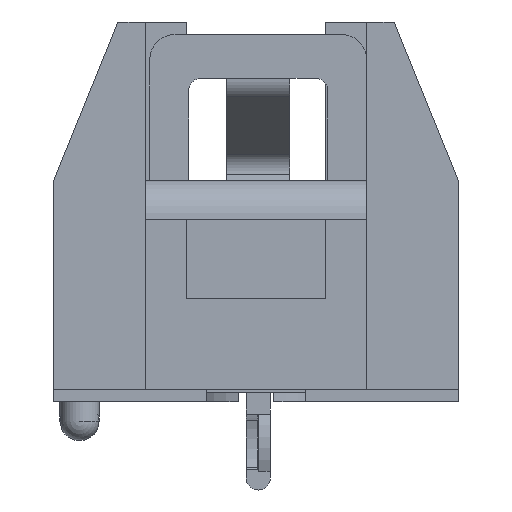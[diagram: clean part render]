
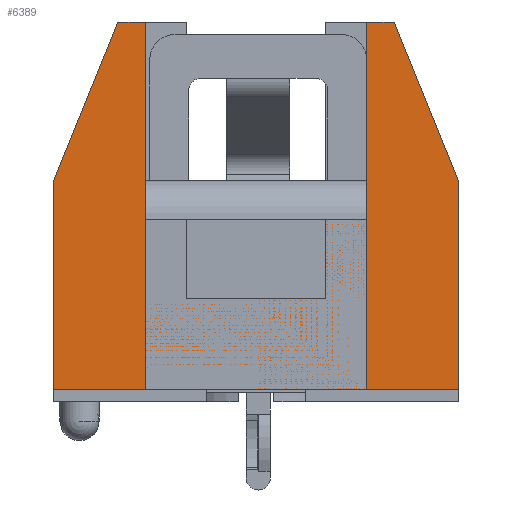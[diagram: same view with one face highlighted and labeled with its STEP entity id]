
A CAD part, left-side view. The second image highlights one B-rep face of the part: STEP entity #6389.
In plain terms, the highlighted planar face has unit normal (-1, 0, 0).
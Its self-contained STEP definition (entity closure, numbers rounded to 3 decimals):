
#480=LINE('',#10184,#1223);
#496=LINE('',#10215,#1239);
#498=LINE('',#10221,#1241);
#501=LINE('',#10227,#1244);
#505=LINE('',#10234,#1248);
#510=LINE('',#10243,#1253);
#511=LINE('',#10245,#1254);
#512=LINE('',#10246,#1255);
#513=LINE('',#10248,#1256);
#514=LINE('',#10250,#1257);
#515=LINE('',#10252,#1258);
#516=LINE('',#10254,#1259);
#517=LINE('',#10256,#1260);
#518=LINE('',#10257,#1261);
#1223=VECTOR('',#8160,5.588);
#1239=VECTOR('',#8186,1.651);
#1241=VECTOR('',#8190,1.651);
#1244=VECTOR('',#8195,7.925);
#1248=VECTOR('',#8201,7.925);
#1253=VECTOR('',#8210,1.105);
#1254=VECTOR('',#8213,3.175);
#1255=VECTOR('',#8214,3.175);
#1256=VECTOR('',#8215,6.853);
#1257=VECTOR('',#8216,8.407);
#1258=VECTOR('',#8217,16.256);
#1259=VECTOR('',#8218,8.407);
#1260=VECTOR('',#8219,6.853);
#1261=VECTOR('',#8220,1.105);
#1700=PLANE('',#6877);
#2202=FACE_OUTER_BOUND('',#2584,.T.);
#2584=EDGE_LOOP('',(#3830,#3831,#3832,#3833,#3834,#3835,#3836,#3837,#3838,
#3839,#3840,#3841,#3842,#3843));
#3830=ORIENTED_EDGE('',*,*,#5081,.T.);
#3831=ORIENTED_EDGE('',*,*,#5078,.T.);
#3832=ORIENTED_EDGE('',*,*,#5091,.F.);
#3833=ORIENTED_EDGE('',*,*,#5060,.F.);
#3834=ORIENTED_EDGE('',*,*,#5092,.F.);
#3835=ORIENTED_EDGE('',*,*,#5076,.T.);
#3836=ORIENTED_EDGE('',*,*,#5085,.T.);
#3837=ORIENTED_EDGE('',*,*,#5090,.F.);
#3838=ORIENTED_EDGE('',*,*,#5093,.F.);
#3839=ORIENTED_EDGE('',*,*,#5094,.F.);
#3840=ORIENTED_EDGE('',*,*,#5095,.F.);
#3841=ORIENTED_EDGE('',*,*,#5096,.F.);
#3842=ORIENTED_EDGE('',*,*,#5097,.F.);
#3843=ORIENTED_EDGE('',*,*,#5098,.F.);
#5060=EDGE_CURVE('',#5779,#5780,#480,.T.);
#5076=EDGE_CURVE('',#5789,#5790,#496,.T.);
#5078=EDGE_CURVE('',#5793,#5791,#498,.T.);
#5081=EDGE_CURVE('',#5795,#5793,#501,.T.);
#5085=EDGE_CURVE('',#5790,#5797,#505,.T.);
#5090=EDGE_CURVE('',#5799,#5797,#510,.T.);
#5091=EDGE_CURVE('',#5780,#5791,#511,.T.);
#5092=EDGE_CURVE('',#5789,#5779,#512,.T.);
#5093=EDGE_CURVE('',#5800,#5799,#513,.T.);
#5094=EDGE_CURVE('',#5801,#5800,#514,.T.);
#5095=EDGE_CURVE('',#5802,#5801,#515,.T.);
#5096=EDGE_CURVE('',#5803,#5802,#516,.T.);
#5097=EDGE_CURVE('',#5804,#5803,#517,.T.);
#5098=EDGE_CURVE('',#5795,#5804,#518,.T.);
#5779=VERTEX_POINT('',#10181);
#5780=VERTEX_POINT('',#10183);
#5789=VERTEX_POINT('',#10211);
#5790=VERTEX_POINT('',#10213);
#5791=VERTEX_POINT('',#10217);
#5793=VERTEX_POINT('',#10220);
#5795=VERTEX_POINT('',#10226);
#5797=VERTEX_POINT('',#10232);
#5799=VERTEX_POINT('',#10241);
#5800=VERTEX_POINT('',#10247);
#5801=VERTEX_POINT('',#10249);
#5802=VERTEX_POINT('',#10251);
#5803=VERTEX_POINT('',#10253);
#5804=VERTEX_POINT('',#10255);
#6389=ADVANCED_FACE('',(#2202),#1700,.F.);
#6877=AXIS2_PLACEMENT_3D('',#10244,#8211,#8212);
#8160=DIRECTION('',(0.,-1.,0.));
#8186=DIRECTION('',(0.,1.,0.));
#8190=DIRECTION('',(0.,1.,0.));
#8195=DIRECTION('',(0.,0.,-1.));
#8201=DIRECTION('',(0.,0.,1.));
#8210=DIRECTION('',(0.,-1.,0.));
#8211=DIRECTION('center_axis',(1.,0.,0.));
#8212=DIRECTION('ref_axis',(0.,0.,-1.));
#8213=DIRECTION('',(0.,0.,1.));
#8214=DIRECTION('',(0.,0.,-1.));
#8215=DIRECTION('',(0.,-0.376,0.927));
#8216=DIRECTION('',(0.,0.,1.));
#8217=DIRECTION('',(0.,1.,0.));
#8218=DIRECTION('',(0.,0.,-1.));
#8219=DIRECTION('',(0.,-0.376,-0.927));
#8220=DIRECTION('',(0.,-1.,0.));
#10181=CARTESIAN_POINT('',(-29.972,2.794,4.14));
#10183=CARTESIAN_POINT('',(-29.972,-2.794,4.14));
#10184=CARTESIAN_POINT('',(-29.972,2.794,4.14));
#10211=CARTESIAN_POINT('',(-29.972,2.794,7.315));
#10213=CARTESIAN_POINT('',(-29.972,4.445,7.315));
#10215=CARTESIAN_POINT('',(-29.972,0.,7.315));
#10217=CARTESIAN_POINT('',(-29.972,-2.794,7.315));
#10220=CARTESIAN_POINT('',(-29.972,-4.445,7.315));
#10221=CARTESIAN_POINT('',(-29.972,0.,7.315));
#10226=CARTESIAN_POINT('',(-29.972,-4.445,15.24));
#10227=CARTESIAN_POINT('',(-29.972,-4.445,9.225));
#10232=CARTESIAN_POINT('',(-29.972,4.445,15.24));
#10234=CARTESIAN_POINT('',(-29.972,4.445,9.225));
#10241=CARTESIAN_POINT('',(-29.972,5.55,15.24));
#10243=CARTESIAN_POINT('',(-29.972,5.55,15.24));
#10244=CARTESIAN_POINT('Origin',(-29.972,0.,7.171));
#10245=CARTESIAN_POINT('',(-29.972,-2.794,4.14));
#10246=CARTESIAN_POINT('',(-29.972,2.794,15.24));
#10247=CARTESIAN_POINT('',(-29.972,8.128,8.89));
#10248=CARTESIAN_POINT('',(-29.972,8.128,8.89));
#10249=CARTESIAN_POINT('',(-29.972,8.128,0.483));
#10250=CARTESIAN_POINT('',(-29.972,8.128,0.483));
#10251=CARTESIAN_POINT('',(-29.972,-8.128,0.483));
#10252=CARTESIAN_POINT('',(-29.972,-8.128,0.483));
#10253=CARTESIAN_POINT('',(-29.972,-8.128,8.89));
#10254=CARTESIAN_POINT('',(-29.972,-8.128,8.89));
#10255=CARTESIAN_POINT('',(-29.972,-5.55,15.24));
#10256=CARTESIAN_POINT('',(-29.972,-5.55,15.24));
#10257=CARTESIAN_POINT('',(-29.972,-2.794,15.24));
